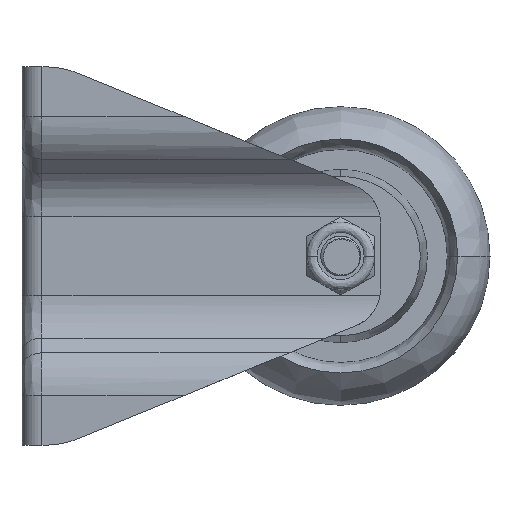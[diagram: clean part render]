
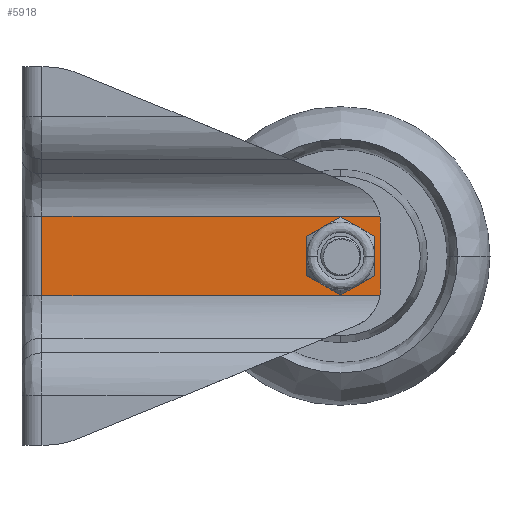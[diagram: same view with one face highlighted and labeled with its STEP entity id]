
A CAD part, left-side view. The second image highlights one B-rep face of the part: STEP entity #5918.
In plain terms, the highlighted planar face has unit normal (-1, 0, 0).
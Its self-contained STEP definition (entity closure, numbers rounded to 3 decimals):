
#62 = VECTOR ( 'NONE', #5422, 1000. ) ;
#225 = DIRECTION ( 'NONE',  ( 0., 0., 1. ) ) ;
#433 = PLANE ( 'NONE',  #5513 ) ;
#441 = CARTESIAN_POINT ( 'NONE',  ( -22.5, -89.849, -10. ) ) ;
#520 = DIRECTION ( 'NONE',  ( 0., -0.866, -0.5 ) ) ;
#531 = DIRECTION ( 'NONE',  ( 0., 0., 1. ) ) ;
#538 = CARTESIAN_POINT ( 'NONE',  ( -22.5, -71.5, -10. ) ) ;
#636 = ORIENTED_EDGE ( 'NONE', *, *, #5128, .T. ) ;
#678 = VECTOR ( 'NONE', #520, 1000. ) ;
#756 = CARTESIAN_POINT ( 'NONE',  ( -22.5, -71.5, 4.907 ) ) ;
#823 = AXIS2_PLACEMENT_3D ( 'NONE', #6169, #5139, #225 ) ;
#907 = EDGE_CURVE ( 'NONE', #3295, #1778, #2770, .T. ) ;
#937 = CARTESIAN_POINT ( 'NONE',  ( -22.5, 0., 10. ) ) ;
#996 = EDGE_CURVE ( 'NONE', #2098, #2958, #5132, .T. ) ;
#1005 = DIRECTION ( 'NONE',  ( 0., 0.866, -0.5 ) ) ;
#1020 = LINE ( 'NONE', #4796, #5969 ) ;
#1048 = DIRECTION ( 'NONE',  ( -1., 0., 0. ) ) ;
#1077 = LINE ( 'NONE', #937, #6437 ) ;
#1154 = VECTOR ( 'NONE', #2371, 1000. ) ;
#1196 = CARTESIAN_POINT ( 'NONE',  ( -22.5, 0., -10. ) ) ;
#1199 = EDGE_CURVE ( 'NONE', #1778, #4947, #1020, .T. ) ;
#1234 = ORIENTED_EDGE ( 'NONE', *, *, #6515, .T. ) ;
#1316 = EDGE_CURVE ( 'NONE', #6840, #3295, #5382, .T. ) ;
#1322 = ORIENTED_EDGE ( 'NONE', *, *, #2586, .T. ) ;
#1323 = ORIENTED_EDGE ( 'NONE', *, *, #907, .T. ) ;
#1601 = DIRECTION ( 'NONE',  ( 0., -1., 0. ) ) ;
#1719 = CARTESIAN_POINT ( 'NONE',  ( -22.5, -80., 9.815 ) ) ;
#1729 = CARTESIAN_POINT ( 'NONE',  ( -22.5, -90., 8.269 ) ) ;
#1746 = VECTOR ( 'NONE', #1947, 1000. ) ;
#1760 = DIRECTION ( 'NONE',  ( 0., 0., 1. ) ) ;
#1766 = VERTEX_POINT ( 'NONE', #2389 ) ;
#1778 = VERTEX_POINT ( 'NONE', #3705 ) ;
#1802 = CARTESIAN_POINT ( 'NONE',  ( -22.5, -71.5, 4.907 ) ) ;
#1883 = CIRCLE ( 'NONE', #823, 10. ) ;
#1938 = VECTOR ( 'NONE', #1962, 1000. ) ;
#1947 = DIRECTION ( 'NONE',  ( 0., -0.866, 0.5 ) ) ;
#1948 = ORIENTED_EDGE ( 'NONE', *, *, #996, .T. ) ;
#1962 = DIRECTION ( 'NONE',  ( 0., 0., 1. ) ) ;
#2095 = CARTESIAN_POINT ( 'NONE',  ( -22.5, -88.5, -10. ) ) ;
#2098 = VERTEX_POINT ( 'NONE', #5195 ) ;
#2122 = CARTESIAN_POINT ( 'NONE',  ( -22.5, -80., -8.269 ) ) ;
#2163 = DIRECTION ( 'NONE',  ( 0., 0., -1. ) ) ;
#2308 = ORIENTED_EDGE ( 'NONE', *, *, #6842, .F. ) ;
#2354 = EDGE_CURVE ( 'NONE', #5774, #4511, #5455, .T. ) ;
#2371 = DIRECTION ( 'NONE',  ( 0., 0., 1. ) ) ;
#2389 = CARTESIAN_POINT ( 'NONE',  ( -22.5, -90., -8.269 ) ) ;
#2465 = CIRCLE ( 'NONE', #2659, 10. ) ;
#2466 = VECTOR ( 'NONE', #3386, 1000. ) ;
#2520 = VERTEX_POINT ( 'NONE', #5570 ) ;
#2586 = EDGE_CURVE ( 'NONE', #2958, #6840, #5229, .T. ) ;
#2602 = DIRECTION ( 'NONE',  ( 0., 1., 0. ) ) ;
#2659 = AXIS2_PLACEMENT_3D ( 'NONE', #2122, #1048, #2163 ) ;
#2706 = CARTESIAN_POINT ( 'NONE',  ( -22.5, 0., -10. ) ) ;
#2770 = LINE ( 'NONE', #2095, #62 ) ;
#2958 = VERTEX_POINT ( 'NONE', #1802 ) ;
#3171 = EDGE_CURVE ( 'NONE', #5985, #6013, #1883, .T. ) ;
#3295 = VERTEX_POINT ( 'NONE', #4768 ) ;
#3386 = DIRECTION ( 'NONE',  ( 0., 0.866, 0.5 ) ) ;
#3421 = ORIENTED_EDGE ( 'NONE', *, *, #6127, .T. ) ;
#3472 = LINE ( 'NONE', #5216, #1938 ) ;
#3693 = VECTOR ( 'NONE', #1760, 1000. ) ;
#3705 = CARTESIAN_POINT ( 'NONE',  ( -22.5, -88.5, -4.907 ) ) ;
#3839 = DIRECTION ( 'NONE',  ( -1., 0., 0. ) ) ;
#4333 = ORIENTED_EDGE ( 'NONE', *, *, #3171, .T. ) ;
#4511 = VERTEX_POINT ( 'NONE', #441 ) ;
#4722 = CARTESIAN_POINT ( 'NONE',  ( -22.5, -80., -9.815 ) ) ;
#4768 = CARTESIAN_POINT ( 'NONE',  ( -22.5, -88.5, 4.907 ) ) ;
#4796 = CARTESIAN_POINT ( 'NONE',  ( -22.5, -88.5, -4.907 ) ) ;
#4874 = ORIENTED_EDGE ( 'NONE', *, *, #1199, .T. ) ;
#4940 = ORIENTED_EDGE ( 'NONE', *, *, #1316, .T. ) ;
#4947 = VERTEX_POINT ( 'NONE', #4722 ) ;
#5038 = ORIENTED_EDGE ( 'NONE', *, *, #2354, .T. ) ;
#5063 = ORIENTED_EDGE ( 'NONE', *, *, #5988, .T. ) ;
#5068 = CARTESIAN_POINT ( 'NONE',  ( -22.5, -5., -10.228 ) ) ;
#5128 = EDGE_CURVE ( 'NONE', #4511, #1766, #2465, .T. ) ;
#5132 = LINE ( 'NONE', #538, #3693 ) ;
#5139 = DIRECTION ( 'NONE',  ( -1., 0., 0. ) ) ;
#5195 = CARTESIAN_POINT ( 'NONE',  ( -22.5, -71.5, -4.907 ) ) ;
#5216 = CARTESIAN_POINT ( 'NONE',  ( -22.5, -90., -10. ) ) ;
#5229 = LINE ( 'NONE', #756, #1746 ) ;
#5382 = LINE ( 'NONE', #1719, #678 ) ;
#5422 = DIRECTION ( 'NONE',  ( 0., 0., -1. ) ) ;
#5455 = LINE ( 'NONE', #2706, #6383 ) ;
#5466 = CARTESIAN_POINT ( 'NONE',  ( -22.5, -80., -9.815 ) ) ;
#5513 = AXIS2_PLACEMENT_3D ( 'NONE', #1196, #3839, #531 ) ;
#5535 = EDGE_LOOP ( 'NONE', ( #4874, #5063, #1948, #1322, #4940, #1323 ) ) ;
#5570 = CARTESIAN_POINT ( 'NONE',  ( -22.5, -5., 10. ) ) ;
#5579 = CARTESIAN_POINT ( 'NONE',  ( -22.5, -89.849, 10. ) ) ;
#5773 = CARTESIAN_POINT ( 'NONE',  ( -22.5, -5., -10. ) ) ;
#5774 = VERTEX_POINT ( 'NONE', #5773 ) ;
#5918 = ADVANCED_FACE ( 'NONE', ( #6951, #6780 ), #433, .T. ) ;
#5969 = VECTOR ( 'NONE', #1005, 1000. ) ;
#5985 = VERTEX_POINT ( 'NONE', #1729 ) ;
#5988 = EDGE_CURVE ( 'NONE', #4947, #2098, #6017, .T. ) ;
#6013 = VERTEX_POINT ( 'NONE', #5579 ) ;
#6017 = LINE ( 'NONE', #5466, #2466 ) ;
#6127 = EDGE_CURVE ( 'NONE', #6013, #2520, #1077, .T. ) ;
#6132 = CARTESIAN_POINT ( 'NONE',  ( -22.5, -80., 9.815 ) ) ;
#6169 = CARTESIAN_POINT ( 'NONE',  ( -22.5, -80., 8.269 ) ) ;
#6383 = VECTOR ( 'NONE', #1601, 1000. ) ;
#6437 = VECTOR ( 'NONE', #2602, 1000. ) ;
#6515 = EDGE_CURVE ( 'NONE', #1766, #5985, #3472, .T. ) ;
#6780 = FACE_OUTER_BOUND ( 'NONE', #6943, .T. ) ;
#6840 = VERTEX_POINT ( 'NONE', #6132 ) ;
#6842 = EDGE_CURVE ( 'NONE', #5774, #2520, #7022, .T. ) ;
#6943 = EDGE_LOOP ( 'NONE', ( #3421, #2308, #5038, #636, #1234, #4333 ) ) ;
#6951 = FACE_BOUND ( 'NONE', #5535, .T. ) ;
#7022 = LINE ( 'NONE', #5068, #1154 ) ;
